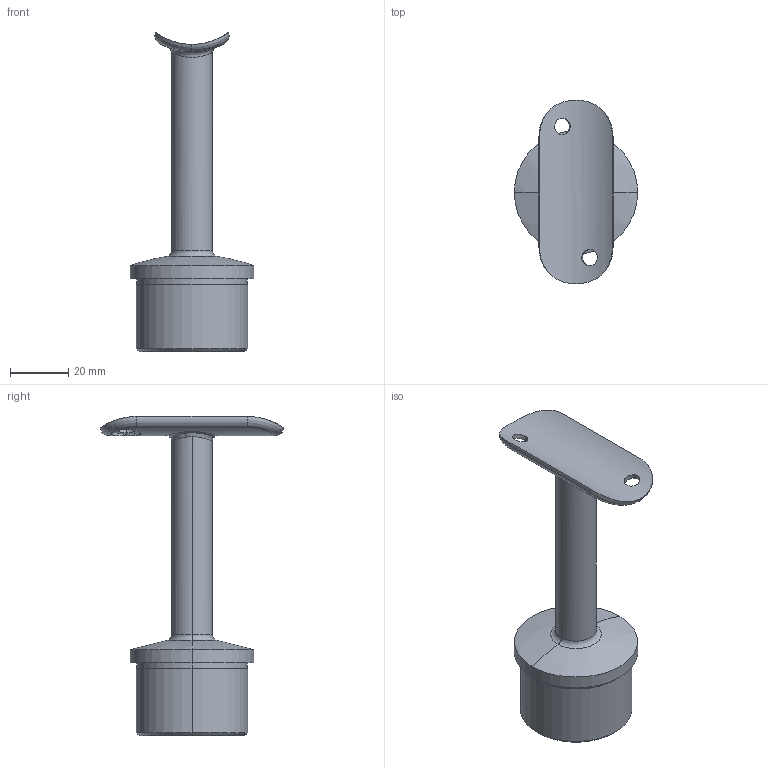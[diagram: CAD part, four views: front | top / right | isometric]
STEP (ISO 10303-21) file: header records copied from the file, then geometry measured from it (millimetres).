
FILE_DESCRIPTION (( 'STEP AP203' ), '1' );
FILE_NAME ('A-0710-242.STEP', '2020-03-30T08:29:28', ( '' ), ( '' ), 'SwSTEP 2.0', 'SolidWorks 2019', '' );
FILE_SCHEMA (( 'CONFIG_CONTROL_DESIGN' ));
Length unit declared in the file: millimetre
Products named in the file (1): A-0710-242
Bounding box: 42.4 x 63 x 109.58 mm (x, y, z)
Volume: 22503.7 mm3; surface area: 15866.9 mm2
Topology: 1 solids, 1 shells, 47 faces, 108 edges, 67 vertices
Faces by surface type: cylinder 22, sphere 6, torus 6, bspline 6, plane 5, cone 2
Entity records: 2560 total; most frequent: CARTESIAN_POINT 1440, DIRECTION 220, ORIENTED_EDGE 216, EDGE_CURVE 108, AXIS2_PLACEMENT_3D 98, VERTEX_POINT 67, CIRCLE 56, EDGE_LOOP 55
